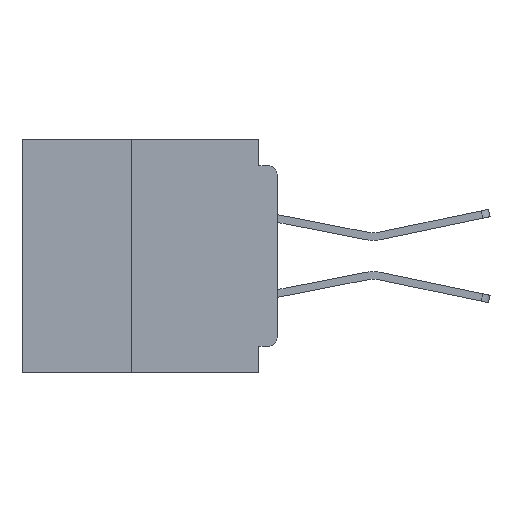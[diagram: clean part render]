
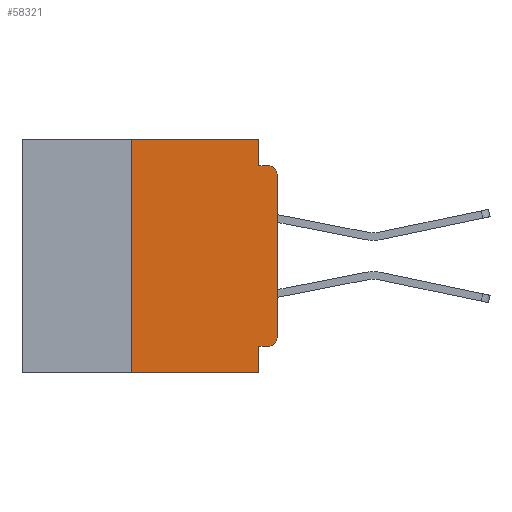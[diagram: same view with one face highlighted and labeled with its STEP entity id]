
A CAD part, left-side view. The second image highlights one B-rep face of the part: STEP entity #58321.
In plain terms, the highlighted planar face has unit normal (-1, 0, 0).
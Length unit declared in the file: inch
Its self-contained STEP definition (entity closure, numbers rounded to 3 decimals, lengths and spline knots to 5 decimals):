
#1647 = CARTESIAN_POINT ( 'NONE',  ( 0., 0., -0.355 ) ) ;
#2139 = EDGE_CURVE ( 'NONE', #46301, #40369, #28727, .T. ) ;
#2143 = EDGE_CURVE ( 'NONE', #22320, #47582, #5930, .T. ) ;
#2419 = PLANE ( 'NONE',  #10455 ) ;
#3870 = DIRECTION ( 'NONE',  ( -1., 0., 0. ) ) ;
#5495 = AXIS2_PLACEMENT_3D ( 'NONE', #21963, #55751, #26790 ) ;
#5930 = CIRCLE ( 'NONE', #5495, 0.015 ) ;
#5994 = VECTOR ( 'NONE', #32056, 39.37008 ) ;
#6220 = EDGE_CURVE ( 'NONE', #22320, #14232, #20113, .T. ) ;
#6246 = VERTEX_POINT ( 'NONE', #6890 ) ;
#6890 = CARTESIAN_POINT ( 'NONE',  ( 0., 0.25, 0. ) ) ;
#7147 = VECTOR ( 'NONE', #30859, 39.37008 ) ;
#7272 = DIRECTION ( 'NONE',  ( 0., -1., 0. ) ) ;
#7560 = LINE ( 'NONE', #17524, #5994 ) ;
#7925 = LINE ( 'NONE', #40086, #46540 ) ;
#9736 = CARTESIAN_POINT ( 'NONE',  ( 0., 0.437, -0.4 ) ) ;
#10272 = EDGE_LOOP ( 'NONE', ( #31863, #13935, #16979, #59927, #50411, #29448, #41089, #41538, #24750, #23665 ) ) ;
#10455 = AXIS2_PLACEMENT_3D ( 'NONE', #41343, #46199, #17259 ) ;
#12237 = DIRECTION ( 'NONE',  ( 0., -1., 0. ) ) ;
#12524 = CARTESIAN_POINT ( 'NONE',  ( 0., 0.015, -0.355 ) ) ;
#13935 = ORIENTED_EDGE ( 'NONE', *, *, #47159, .T. ) ;
#14232 = VERTEX_POINT ( 'NONE', #27526 ) ;
#15017 = EDGE_CURVE ( 'NONE', #59210, #6246, #61143, .T. ) ;
#15908 = VECTOR ( 'NONE', #7272, 39.37008 ) ;
#16979 = ORIENTED_EDGE ( 'NONE', *, *, #2139, .F. ) ;
#17017 = EDGE_CURVE ( 'NONE', #55823, #46301, #7925, .T. ) ;
#17118 = CARTESIAN_POINT ( 'NONE',  ( 0., 0.437, 0. ) ) ;
#17259 = DIRECTION ( 'NONE',  ( 0., 0., -1. ) ) ;
#17524 = CARTESIAN_POINT ( 'NONE',  ( 0., 0.031, -0.4 ) ) ;
#18449 = CARTESIAN_POINT ( 'NONE',  ( 0., 0., 0. ) ) ;
#18929 = FACE_OUTER_BOUND ( 'NONE', #10272, .T. ) ;
#19078 = AXIS2_PLACEMENT_3D ( 'NONE', #32966, #3870, #37843 ) ;
#20093 = CARTESIAN_POINT ( 'NONE',  ( 0., 0.25, -0.4 ) ) ;
#20113 = LINE ( 'NONE', #1647, #7147 ) ;
#21963 = CARTESIAN_POINT ( 'NONE',  ( 0., 0.015, -0.34 ) ) ;
#22320 = VERTEX_POINT ( 'NONE', #12524 ) ;
#22829 = VECTOR ( 'NONE', #12237, 39.37008 ) ;
#23290 = DIRECTION ( 'NONE',  ( 0., 0., 1. ) ) ;
#23357 = VERTEX_POINT ( 'NONE', #47308 ) ;
#23665 = ORIENTED_EDGE ( 'NONE', *, *, #2143, .T. ) ;
#24750 = ORIENTED_EDGE ( 'NONE', *, *, #6220, .F. ) ;
#26790 = DIRECTION ( 'NONE',  ( 0., 0., -1. ) ) ;
#27279 = EDGE_CURVE ( 'NONE', #59210, #59174, #60526, .T. ) ;
#27526 = CARTESIAN_POINT ( 'NONE',  ( 0., 0.031, -0.355 ) ) ;
#28727 = LINE ( 'NONE', #31450, #15908 ) ;
#29448 = ORIENTED_EDGE ( 'NONE', *, *, #15017, .F. ) ;
#29569 = DIRECTION ( 'NONE',  ( 0., 0., 1. ) ) ;
#30859 = DIRECTION ( 'NONE',  ( 0., 1., 0. ) ) ;
#31450 = CARTESIAN_POINT ( 'NONE',  ( 0., 0., -0.045 ) ) ;
#31626 = LINE ( 'NONE', #18449, #55845 ) ;
#31863 = ORIENTED_EDGE ( 'NONE', *, *, #38953, .T. ) ;
#32056 = DIRECTION ( 'NONE',  ( 0., 0., -1. ) ) ;
#32966 = CARTESIAN_POINT ( 'NONE',  ( 0., 0.015, -0.06 ) ) ;
#36085 = CARTESIAN_POINT ( 'NONE',  ( 0., 0., -0.34 ) ) ;
#36297 = VECTOR ( 'NONE', #43620, 39.37008 ) ;
#36822 = CARTESIAN_POINT ( 'NONE',  ( 0., 0.015, -0.045 ) ) ;
#37646 = EDGE_CURVE ( 'NONE', #14232, #59174, #7560, .T. ) ;
#37843 = DIRECTION ( 'NONE',  ( 0., 0., -1. ) ) ;
#38953 = EDGE_CURVE ( 'NONE', #47582, #23357, #31626, .T. ) ;
#39687 = CARTESIAN_POINT ( 'NONE',  ( 0., 0.031, 0. ) ) ;
#40086 = CARTESIAN_POINT ( 'NONE',  ( 0., 0.031, 0. ) ) ;
#40369 = VERTEX_POINT ( 'NONE', #36822 ) ;
#41089 = ORIENTED_EDGE ( 'NONE', *, *, #27279, .T. ) ;
#41343 = CARTESIAN_POINT ( 'NONE',  ( 0., 0.437, 0. ) ) ;
#41538 = ORIENTED_EDGE ( 'NONE', *, *, #37646, .F. ) ;
#43620 = DIRECTION ( 'NONE',  ( 0., -1., 0. ) ) ;
#44670 = EDGE_CURVE ( 'NONE', #6246, #55823, #61375, .T. ) ;
#46199 = DIRECTION ( 'NONE',  ( 1., 0., 0. ) ) ;
#46301 = VERTEX_POINT ( 'NONE', #59305 ) ;
#46540 = VECTOR ( 'NONE', #59315, 39.37008 ) ;
#47159 = EDGE_CURVE ( 'NONE', #23357, #40369, #62913, .T. ) ;
#47308 = CARTESIAN_POINT ( 'NONE',  ( 0., 0., -0.06 ) ) ;
#47582 = VERTEX_POINT ( 'NONE', #36085 ) ;
#48850 = CARTESIAN_POINT ( 'NONE',  ( 0., 0.25, -0.4 ) ) ;
#50411 = ORIENTED_EDGE ( 'NONE', *, *, #44670, .F. ) ;
#53498 = CARTESIAN_POINT ( 'NONE',  ( 0., 0.031, -0.4 ) ) ;
#55751 = DIRECTION ( 'NONE',  ( -1., 0., 0. ) ) ;
#55823 = VERTEX_POINT ( 'NONE', #39687 ) ;
#55845 = VECTOR ( 'NONE', #23290, 39.37008 ) ;
#58321 = ADVANCED_FACE ( 'NONE', ( #18929 ), #2419, .F. ) ;
#59174 = VERTEX_POINT ( 'NONE', #53498 ) ;
#59210 = VERTEX_POINT ( 'NONE', #48850 ) ;
#59305 = CARTESIAN_POINT ( 'NONE',  ( 0., 0.031, -0.045 ) ) ;
#59315 = DIRECTION ( 'NONE',  ( 0., 0., -1. ) ) ;
#59927 = ORIENTED_EDGE ( 'NONE', *, *, #17017, .F. ) ;
#60526 = LINE ( 'NONE', #9736, #36297 ) ;
#61143 = LINE ( 'NONE', #20093, #62651 ) ;
#61375 = LINE ( 'NONE', #17118, #22829 ) ;
#62651 = VECTOR ( 'NONE', #29569, 39.37008 ) ;
#62913 = CIRCLE ( 'NONE', #19078, 0.015 ) ;
